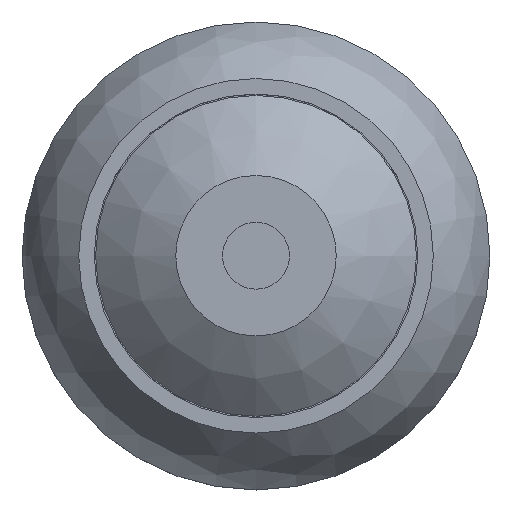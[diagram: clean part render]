
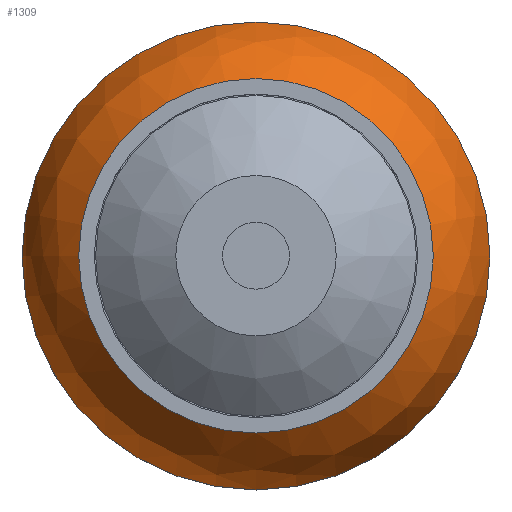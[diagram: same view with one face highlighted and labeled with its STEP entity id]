
A CAD part, top view. The second image highlights one B-rep face of the part: STEP entity #1309.
In plain terms, the highlighted free-form (B-spline) face has degree [2, 2] with [3, 9] control points.
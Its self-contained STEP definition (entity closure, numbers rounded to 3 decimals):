
#1245=CARTESIAN_POINT('',(6.63,5.,0.0));
#1246=VERTEX_POINT('',#1245);
#1247=CARTESIAN_POINT('',(0.0,5.,0.0));
#1248=DIRECTION('',(0.0,-1.0,0.0));
#1249=DIRECTION('',(1.0,0.0,0.0));
#1250=AXIS2_PLACEMENT_3D('',#1247,#1248,#1249);
#1251=CIRCLE('',#1250,6.63);
#1252=EDGE_CURVE('',#1246,#1246,#1251,.T.);
#1260=CARTESIAN_POINT('',(0.,5.,6.63));
#1261=CARTESIAN_POINT('',(0.,3.629,8.316));
#1262=CARTESIAN_POINT('',(0.,1.5,8.75));
#1263=CARTESIAN_POINT('',(6.63,5.,6.63));
#1264=CARTESIAN_POINT('',(8.316,3.629,8.316));
#1265=CARTESIAN_POINT('',(8.75,1.5,8.75));
#1266=CARTESIAN_POINT('',(6.63,5.,0.));
#1267=CARTESIAN_POINT('',(8.316,3.629,0.));
#1268=CARTESIAN_POINT('',(8.75,1.5,0.));
#1269=CARTESIAN_POINT('',(6.63,5.,-6.63));
#1270=CARTESIAN_POINT('',(8.316,3.629,-8.316));
#1271=CARTESIAN_POINT('',(8.75,1.5,-8.75));
#1272=CARTESIAN_POINT('',(0.,5.,-6.63));
#1273=CARTESIAN_POINT('',(0.,3.629,-8.316));
#1274=CARTESIAN_POINT('',(0.,1.5,-8.75));
#1275=CARTESIAN_POINT('',(-6.63,5.,-6.63));
#1276=CARTESIAN_POINT('',(-8.316,3.629,-8.316));
#1277=CARTESIAN_POINT('',(-8.75,1.5,-8.75));
#1278=CARTESIAN_POINT('',(-6.63,5.,0.));
#1279=CARTESIAN_POINT('',(-8.316,3.629,0.));
#1280=CARTESIAN_POINT('',(-8.75,1.5,0.));
#1281=CARTESIAN_POINT('',(-6.63,5.,6.63));
#1282=CARTESIAN_POINT('',(-8.316,3.629,8.316));
#1283=CARTESIAN_POINT('',(-8.75,1.5,8.75));
#1284=CARTESIAN_POINT('',(0.,5.,6.63));
#1285=CARTESIAN_POINT('',(0.,3.629,8.316));
#1286=CARTESIAN_POINT('',(0.,1.5,8.75));
#1294=(BOUNDED_SURFACE()B_SPLINE_SURFACE(2,2,((#1260,#1263,#1266,#1269,#1272,#1275,#1278,#1281,#1284),(#1261,#1264,#1267,#1270,#1273,#1276,#1279,#1282,#1285),(#1262,#1265,#1268,#1271,#1274,#1277,#1280,#1283,#1286)),.UNSPECIFIED.,.F.,.T.,.U.)B_SPLINE_SURFACE_WITH_KNOTS((3,3),(3,2,2,2,3),(-0.888,-0.201),(0.0,1.571,3.142,4.712,6.283),.UNSPECIFIED.)GEOMETRIC_REPRESENTATION_ITEM()RATIONAL_B_SPLINE_SURFACE(((1.0,0.707,1.0,0.707,1.0,0.707,1.0,0.707,1.0),(0.942,0.666,0.942,0.666,0.942,0.666,0.942,0.666,0.942),(1.0,0.707,1.0,0.707,1.0,0.707,1.0,0.707,1.0)))REPRESENTATION_ITEM('')SURFACE());
#1295=CARTESIAN_POINT('',(8.75,1.5,0.0));
#1296=VERTEX_POINT('',#1295);
#1297=CARTESIAN_POINT('',(0.0,1.5,0.0));
#1298=DIRECTION('',(0.0,-1.0,0.0));
#1299=DIRECTION('',(1.0,0.0,0.0));
#1300=AXIS2_PLACEMENT_3D('',#1297,#1298,#1299);
#1301=CIRCLE('',#1300,8.75);
#1302=EDGE_CURVE('',#1296,#1296,#1301,.T.);
#1303=ORIENTED_EDGE('',*,*,#1302,.F.);
#1304=EDGE_LOOP('',(#1303));
#1305=FACE_OUTER_BOUND('',#1304,.T.);
#1306=ORIENTED_EDGE('',*,*,#1252,.T.);
#1307=EDGE_LOOP('',(#1306));
#1308=FACE_BOUND('',#1307,.T.);
#1309=ADVANCED_FACE('',(#1305,#1308),#1294,.T.);
